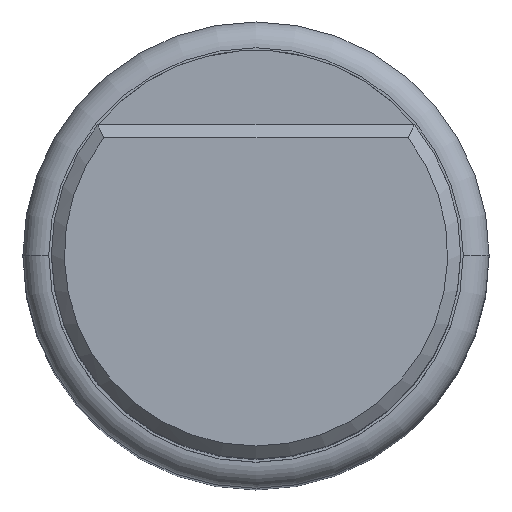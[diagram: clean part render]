
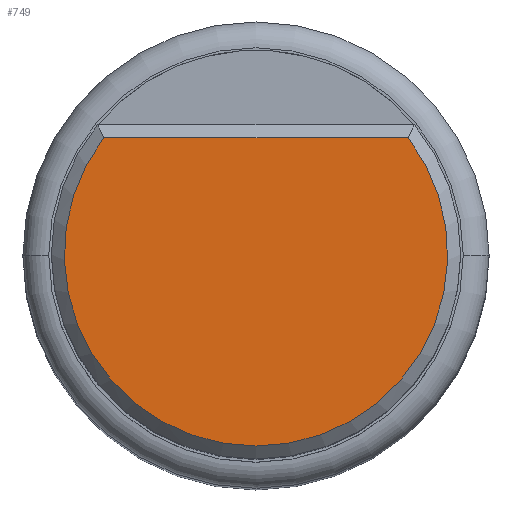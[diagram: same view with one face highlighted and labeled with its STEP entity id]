
A CAD part, top view. The second image highlights one B-rep face of the part: STEP entity #749.
In plain terms, the highlighted planar face has unit normal (0, 0, 1).
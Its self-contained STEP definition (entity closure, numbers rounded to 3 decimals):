
#269=CARTESIAN_POINT('',(0.,0.,16.9));
#270=DIRECTION('',(0.,0.,1.));
#271=DIRECTION('',(-0.794,0.608,0.));
#272=AXIS2_PLACEMENT_3D('',#269,#270,#271);
#287=DIRECTION('',(-1.,0.,0.));
#288=VECTOR('',#287,11.749);
#289=CARTESIAN_POINT('',(5.874,4.5,16.9));
#290=LINE('',#289,#288);
#495=CARTESIAN_POINT('',(5.874,4.5,16.9));
#496=CARTESIAN_POINT('',(-5.875,4.5,16.9));
#497=VERTEX_POINT('',#495);
#498=VERTEX_POINT('',#496);
#739=CARTESIAN_POINT('',(0.,0.,16.9));
#740=DIRECTION('',(0.,0.,1.));
#741=DIRECTION('',(-1.,0.,0.));
#742=AXIS2_PLACEMENT_3D('',#739,#740,#741);
#743=PLANE('',#742);
#744=ORIENTED_EDGE('',*,*,#725,.F.);
#746=ORIENTED_EDGE('',*,*,#745,.F.);
#747=EDGE_LOOP('',(#744,#746));
#748=FACE_OUTER_BOUND('',#747,.F.);
#749=ADVANCED_FACE('',(#748),#743,.T.);
#273=CIRCLE('',#272,7.4);
#725=EDGE_CURVE('',#498,#497,#273,.T.);
#745=EDGE_CURVE('',#497,#498,#290,.T.);
